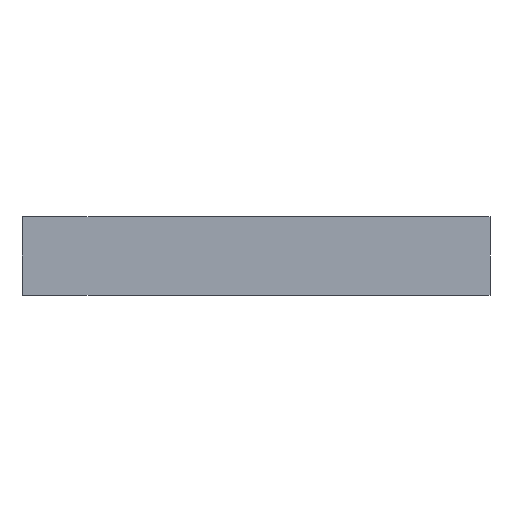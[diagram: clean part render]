
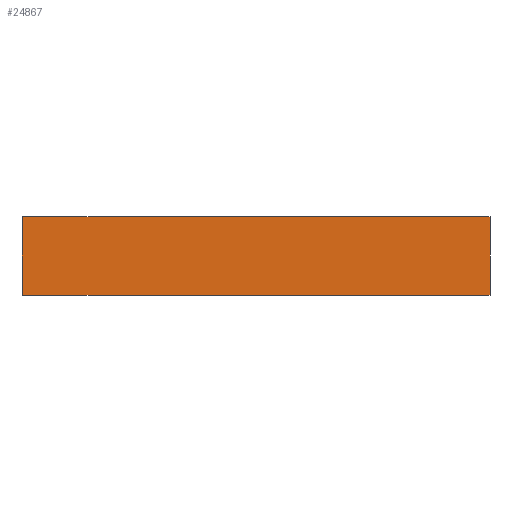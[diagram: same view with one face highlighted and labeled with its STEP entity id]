
A CAD part, front view. The second image highlights one B-rep face of the part: STEP entity #24867.
In plain terms, the highlighted planar face has unit normal (0, -1, 0).
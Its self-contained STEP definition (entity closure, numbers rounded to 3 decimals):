
#11096 = PLANE('',#11097);
#11097 = AXIS2_PLACEMENT_3D('',#11098,#11099,#11100);
#11098 = CARTESIAN_POINT('',(0.,0.,1.6)
  );
#11099 = DIRECTION('',(0.,0.,1.));
#11100 = DIRECTION('',(0.,1.,0.));
#11152 = PLANE('',#11153);
#11153 = AXIS2_PLACEMENT_3D('',#11154,#11155,#11156);
#11154 = CARTESIAN_POINT('',(0.,0.,-1.6
    ));
#11155 = DIRECTION('',(0.,0.,-1.));
#11156 = DIRECTION('',(-1.,0.,0.));
#17387 = EDGE_CURVE('',#17388,#17390,#17392,.T.);
#17388 = VERTEX_POINT('',#17389);
#17389 = CARTESIAN_POINT('',(9.5,-82.5,1.6));
#17390 = VERTEX_POINT('',#17391);
#17391 = CARTESIAN_POINT('',(-9.5,-82.5,1.6));
#17392 = SURFACE_CURVE('',#17393,(#17397,#17404),.PCURVE_S1.);
#17393 = LINE('',#17394,#17395);
#17394 = CARTESIAN_POINT('',(9.5,-82.5,1.6));
#17395 = VECTOR('',#17396,1.);
#17396 = DIRECTION('',(-1.,0.,0.));
#17397 = PCURVE('',#11096,#17398);
#17398 = DEFINITIONAL_REPRESENTATION('',(#17399),#17403);
#17399 = LINE('',#17400,#17401);
#17400 = CARTESIAN_POINT('',(-82.5,-9.5));
#17401 = VECTOR('',#17402,1.);
#17402 = DIRECTION('',(0.,1.));
#17403 = ( GEOMETRIC_REPRESENTATION_CONTEXT(2) 
PARAMETRIC_REPRESENTATION_CONTEXT() REPRESENTATION_CONTEXT('2D SPACE',''
  ) );
#17404 = PCURVE('',#17405,#17410);
#17405 = PLANE('',#17406);
#17406 = AXIS2_PLACEMENT_3D('',#17407,#17408,#17409);
#17407 = CARTESIAN_POINT('',(0.,-82.5,0.));
#17408 = DIRECTION('',(0.,-1.,0.));
#17409 = DIRECTION('',(0.,0.,-1.));
#17410 = DEFINITIONAL_REPRESENTATION('',(#17411),#17415);
#17411 = LINE('',#17412,#17413);
#17412 = CARTESIAN_POINT('',(-1.6,9.5));
#17413 = VECTOR('',#17414,1.);
#17414 = DIRECTION('',(0.,-1.));
#17415 = ( GEOMETRIC_REPRESENTATION_CONTEXT(2) 
PARAMETRIC_REPRESENTATION_CONTEXT() REPRESENTATION_CONTEXT('2D SPACE',''
  ) );
#17433 = PLANE('',#17434);
#17434 = AXIS2_PLACEMENT_3D('',#17435,#17436,#17437);
#17435 = CARTESIAN_POINT('',(9.5,-70.,0.));
#17436 = DIRECTION('',(1.,0.,0.));
#17437 = DIRECTION('',(0.,0.,1.));
#17817 = PLANE('',#17818);
#17818 = AXIS2_PLACEMENT_3D('',#17819,#17820,#17821);
#17819 = CARTESIAN_POINT('',(-9.5,-70.,0.));
#17820 = DIRECTION('',(-1.,0.,0.));
#17821 = DIRECTION('',(0.,0.,-1.));
#17881 = EDGE_CURVE('',#17882,#17884,#17886,.T.);
#17882 = VERTEX_POINT('',#17883);
#17883 = CARTESIAN_POINT('',(-9.5,-82.5,-1.6));
#17884 = VERTEX_POINT('',#17885);
#17885 = CARTESIAN_POINT('',(9.5,-82.5,-1.6));
#17886 = SURFACE_CURVE('',#17887,(#17891,#17898),.PCURVE_S1.);
#17887 = LINE('',#17888,#17889);
#17888 = CARTESIAN_POINT('',(-9.5,-82.5,-1.6));
#17889 = VECTOR('',#17890,1.);
#17890 = DIRECTION('',(1.,-0.,0.));
#17891 = PCURVE('',#11152,#17892);
#17892 = DEFINITIONAL_REPRESENTATION('',(#17893),#17897);
#17893 = LINE('',#17894,#17895);
#17894 = CARTESIAN_POINT('',(9.5,-82.5));
#17895 = VECTOR('',#17896,1.);
#17896 = DIRECTION('',(-1.,0.));
#17897 = ( GEOMETRIC_REPRESENTATION_CONTEXT(2) 
PARAMETRIC_REPRESENTATION_CONTEXT() REPRESENTATION_CONTEXT('2D SPACE',''
  ) );
#17898 = PCURVE('',#17405,#17899);
#17899 = DEFINITIONAL_REPRESENTATION('',(#17900),#17904);
#17900 = LINE('',#17901,#17902);
#17901 = CARTESIAN_POINT('',(1.6,-9.5));
#17902 = VECTOR('',#17903,1.);
#17903 = DIRECTION('',(0.,1.));
#17904 = ( GEOMETRIC_REPRESENTATION_CONTEXT(2) 
PARAMETRIC_REPRESENTATION_CONTEXT() REPRESENTATION_CONTEXT('2D SPACE',''
  ) );
#24867 = ADVANCED_FACE('',(#24868),#17405,.T.);
#24868 = FACE_BOUND('',#24869,.T.);
#24869 = EDGE_LOOP('',(#24870,#24871,#24892,#24893));
#24870 = ORIENTED_EDGE('',*,*,#17881,.T.);
#24871 = ORIENTED_EDGE('',*,*,#24872,.F.);
#24872 = EDGE_CURVE('',#17388,#17884,#24873,.T.);
#24873 = SURFACE_CURVE('',#24874,(#24878,#24885),.PCURVE_S1.);
#24874 = LINE('',#24875,#24876);
#24875 = CARTESIAN_POINT('',(9.5,-82.5,1.6));
#24876 = VECTOR('',#24877,1.);
#24877 = DIRECTION('',(0.,0.,-1.));
#24878 = PCURVE('',#17405,#24879);
#24879 = DEFINITIONAL_REPRESENTATION('',(#24880),#24884);
#24880 = LINE('',#24881,#24882);
#24881 = CARTESIAN_POINT('',(-1.6,9.5));
#24882 = VECTOR('',#24883,1.);
#24883 = DIRECTION('',(1.,0.));
#24884 = ( GEOMETRIC_REPRESENTATION_CONTEXT(2) 
PARAMETRIC_REPRESENTATION_CONTEXT() REPRESENTATION_CONTEXT('2D SPACE',''
  ) );
#24885 = PCURVE('',#17433,#24886);
#24886 = DEFINITIONAL_REPRESENTATION('',(#24887),#24891);
#24887 = LINE('',#24888,#24889);
#24888 = CARTESIAN_POINT('',(1.6,12.5));
#24889 = VECTOR('',#24890,1.);
#24890 = DIRECTION('',(-1.,0.));
#24891 = ( GEOMETRIC_REPRESENTATION_CONTEXT(2) 
PARAMETRIC_REPRESENTATION_CONTEXT() REPRESENTATION_CONTEXT('2D SPACE',''
  ) );
#24892 = ORIENTED_EDGE('',*,*,#17387,.T.);
#24893 = ORIENTED_EDGE('',*,*,#24894,.T.);
#24894 = EDGE_CURVE('',#17390,#17882,#24895,.T.);
#24895 = SURFACE_CURVE('',#24896,(#24900,#24907),.PCURVE_S1.);
#24896 = LINE('',#24897,#24898);
#24897 = CARTESIAN_POINT('',(-9.5,-82.5,1.6));
#24898 = VECTOR('',#24899,1.);
#24899 = DIRECTION('',(0.,0.,-1.));
#24900 = PCURVE('',#17405,#24901);
#24901 = DEFINITIONAL_REPRESENTATION('',(#24902),#24906);
#24902 = LINE('',#24903,#24904);
#24903 = CARTESIAN_POINT('',(-1.6,-9.5));
#24904 = VECTOR('',#24905,1.);
#24905 = DIRECTION('',(1.,0.));
#24906 = ( GEOMETRIC_REPRESENTATION_CONTEXT(2) 
PARAMETRIC_REPRESENTATION_CONTEXT() REPRESENTATION_CONTEXT('2D SPACE',''
  ) );
#24907 = PCURVE('',#17817,#24908);
#24908 = DEFINITIONAL_REPRESENTATION('',(#24909),#24913);
#24909 = LINE('',#24910,#24911);
#24910 = CARTESIAN_POINT('',(-1.6,12.5));
#24911 = VECTOR('',#24912,1.);
#24912 = DIRECTION('',(1.,0.));
#24913 = ( GEOMETRIC_REPRESENTATION_CONTEXT(2) 
PARAMETRIC_REPRESENTATION_CONTEXT() REPRESENTATION_CONTEXT('2D SPACE',''
  ) );
